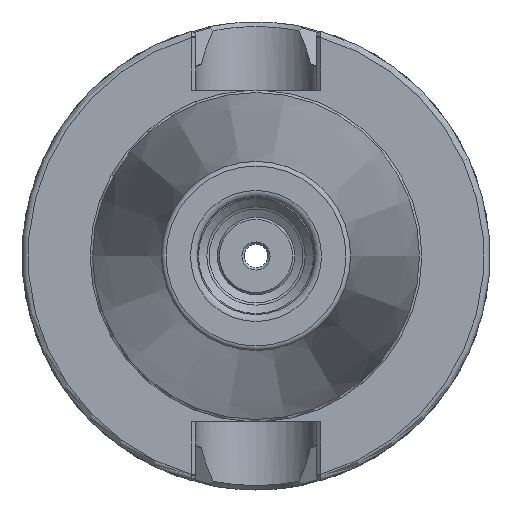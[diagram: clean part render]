
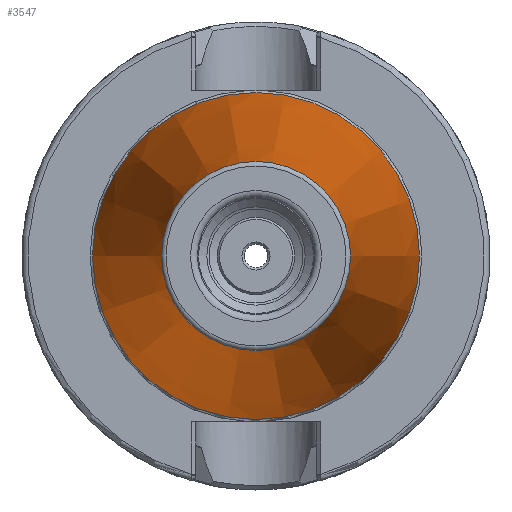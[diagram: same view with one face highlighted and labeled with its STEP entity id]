
A CAD part, left-side view. The second image highlights one B-rep face of the part: STEP entity #3547.
In plain terms, the highlighted conical face has half-angle 8.297 degrees and reference radius 27.564 mm.
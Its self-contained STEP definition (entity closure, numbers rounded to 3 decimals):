
#525=FACE_OUTER_BOUND('',#742,.T.);
#742=EDGE_LOOP('',(#2724,#2725,#2726,#2727,#2728));
#948=LINE('',#6019,#1151);
#1151=VECTOR('',#4405,27.564);
#1360=CIRCLE('',#3909,20.204);
#1361=CIRCLE('',#3910,20.204);
#1363=CIRCLE('',#3913,34.925);
#1550=VERTEX_POINT('',#6011);
#1551=VERTEX_POINT('',#6012);
#1552=VERTEX_POINT('',#6017);
#1973=EDGE_CURVE('',#1550,#1551,#1360,.T.);
#1974=EDGE_CURVE('',#1551,#1550,#1361,.T.);
#1976=EDGE_CURVE('',#1552,#1552,#1363,.T.);
#1977=EDGE_CURVE('',#1552,#1550,#948,.T.);
#2724=ORIENTED_EDGE('',*,*,#1976,.F.);
#2725=ORIENTED_EDGE('',*,*,#1977,.T.);
#2726=ORIENTED_EDGE('',*,*,#1973,.T.);
#2727=ORIENTED_EDGE('',*,*,#1974,.T.);
#2728=ORIENTED_EDGE('',*,*,#1977,.F.);
#3459=CONICAL_SURFACE('',#3912,27.564,0.145);
#3547=ADVANCED_FACE('',(#525),#3459,.T.);
#3909=AXIS2_PLACEMENT_3D('',#6013,#4395,#4396);
#3910=AXIS2_PLACEMENT_3D('',#6014,#4397,#4398);
#3912=AXIS2_PLACEMENT_3D('',#6016,#4401,#4402);
#3913=AXIS2_PLACEMENT_3D('',#6018,#4403,#4404);
#4395=DIRECTION('center_axis',(1.,0.,0.));
#4396=DIRECTION('ref_axis',(0.,0.,-1.));
#4397=DIRECTION('center_axis',(1.,0.,0.));
#4398=DIRECTION('ref_axis',(0.,0.,-1.));
#4401=DIRECTION('center_axis',(1.,0.,0.));
#4402=DIRECTION('ref_axis',(0.,1.,0.));
#4403=DIRECTION('center_axis',(1.,0.,0.));
#4404=DIRECTION('ref_axis',(0.,0.,-1.));
#4405=DIRECTION('',(-0.99,0.144,0.));
#6011=CARTESIAN_POINT('',(-100.944,-20.204,0.));
#6012=CARTESIAN_POINT('',(-100.944,0.,20.204));
#6013=CARTESIAN_POINT('Origin',(-100.944,0.,
0.));
#6014=CARTESIAN_POINT('Origin',(-100.944,0.,
0.));
#6016=CARTESIAN_POINT('Origin',(-50.472,0.,
0.));
#6017=CARTESIAN_POINT('',(0.,-34.925,0.));
#6018=CARTESIAN_POINT('Origin',(0.,0.,
0.));
#6019=CARTESIAN_POINT('',(-50.472,-27.564,0.));
